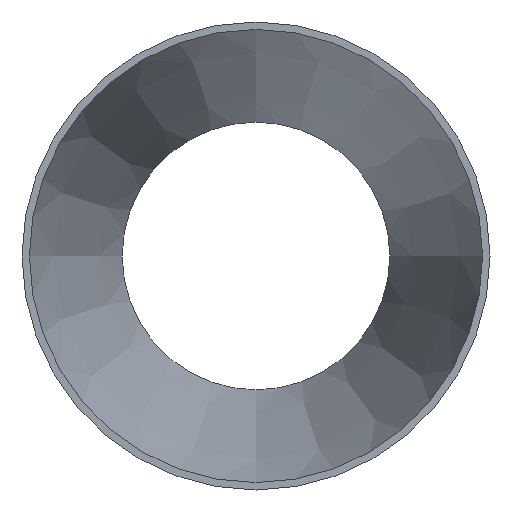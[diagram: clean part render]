
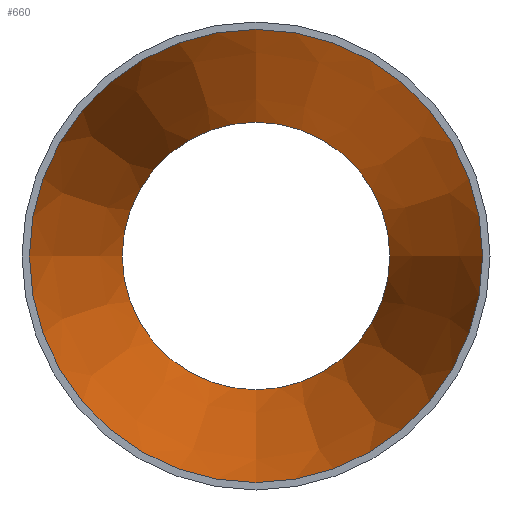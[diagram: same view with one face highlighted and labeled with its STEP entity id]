
A CAD part, front view. The second image highlights one B-rep face of the part: STEP entity #660.
In plain terms, the highlighted conical face has half-angle 13.399 degrees and reference radius 81.477 mm.
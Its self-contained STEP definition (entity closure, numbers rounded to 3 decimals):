
#660 = ADVANCED_FACE ( 'NONE', ( #6348, #8692 ), #4856, .F. ) ;
#1406 = AXIS2_PLACEMENT_3D ( 'NONE', #26616, #14817, #17278 ) ;
#1483 = CIRCLE ( 'NONE', #28819, 48.127 ) ;
#4856 = CONICAL_SURFACE ( 'NONE', #20263, 81.477, 0.234 ) ;
#5272 = EDGE_CURVE ( 'NONE', #27454, #27454, #1483, .T. ) ;
#6348 = FACE_BOUND ( 'NONE', #20889, .T. ) ;
#6499 = ORIENTED_EDGE ( 'NONE', *, *, #5272, .F. ) ;
#8692 = FACE_OUTER_BOUND ( 'NONE', #21493, .T. ) ;
#12746 = DIRECTION ( 'NONE',  ( 0., -1., 0. ) ) ;
#14817 = DIRECTION ( 'NONE',  ( 0., -1., 0. ) ) ;
#15345 = CIRCLE ( 'NONE', #1406, 81.477 ) ;
#15643 = CARTESIAN_POINT ( 'NONE',  ( 0., 140., -48.127 ) ) ;
#15704 = DIRECTION ( 'NONE',  ( 0., 0., -1. ) ) ;
#17278 = DIRECTION ( 'NONE',  ( 0., 0., -1. ) ) ;
#18179 = CARTESIAN_POINT ( 'NONE',  ( 0., 0., 0. ) ) ;
#19425 = DIRECTION ( 'NONE',  ( 0., -1., 0. ) ) ;
#20263 = AXIS2_PLACEMENT_3D ( 'NONE', #18179, #12746, #15704 ) ;
#20889 = EDGE_LOOP ( 'NONE', ( #6499 ) ) ;
#21493 = EDGE_LOOP ( 'NONE', ( #29647 ) ) ;
#22152 = VERTEX_POINT ( 'NONE', #25119 ) ;
#23662 = EDGE_CURVE ( 'NONE', #22152, #22152, #15345, .T. ) ;
#25119 = CARTESIAN_POINT ( 'NONE',  ( 0., 0., -81.477 ) ) ;
#25970 = DIRECTION ( 'NONE',  ( 0., 0., -1. ) ) ;
#26616 = CARTESIAN_POINT ( 'NONE',  ( 0., 0., 0. ) ) ;
#27454 = VERTEX_POINT ( 'NONE', #15643 ) ;
#28819 = AXIS2_PLACEMENT_3D ( 'NONE', #28905, #19425, #25970 ) ;
#28905 = CARTESIAN_POINT ( 'NONE',  ( 0., 140., 0. ) ) ;
#29647 = ORIENTED_EDGE ( 'NONE', *, *, #23662, .T. ) ;
